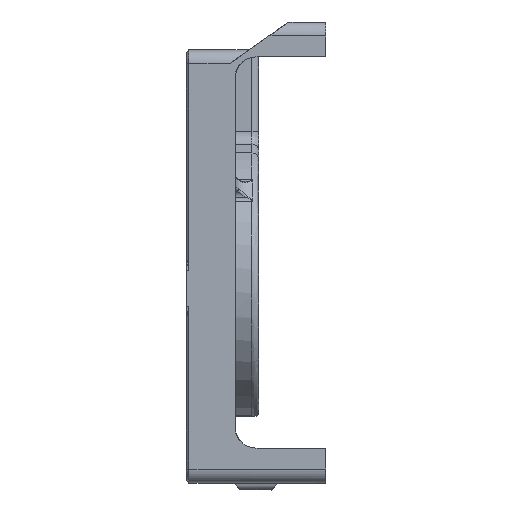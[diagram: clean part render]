
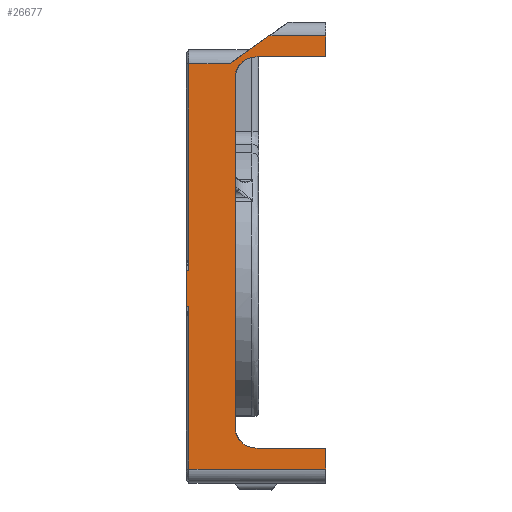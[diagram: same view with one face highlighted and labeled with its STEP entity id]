
A CAD part, left-side view. The second image highlights one B-rep face of the part: STEP entity #26677.
In plain terms, the highlighted planar face has unit normal (-1, 0, 0).
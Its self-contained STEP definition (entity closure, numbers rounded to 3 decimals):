
#444 = VERTEX_POINT ( 'NONE', #26407 ) ;
#1037 = LINE ( 'NONE', #21010, #7055 ) ;
#1956 = ORIENTED_EDGE ( 'NONE', *, *, #3445, .T. ) ;
#2019 = VERTEX_POINT ( 'NONE', #25765 ) ;
#2022 = ORIENTED_EDGE ( 'NONE', *, *, #2784, .F. ) ;
#2505 = EDGE_CURVE ( 'NONE', #9049, #18816, #25241, .T. ) ;
#2784 = EDGE_CURVE ( 'NONE', #2019, #444, #5444, .T. ) ;
#2984 = VERTEX_POINT ( 'NONE', #32438 ) ;
#3445 = EDGE_CURVE ( 'NONE', #18110, #34653, #15660, .T. ) ;
#4105 = EDGE_CURVE ( 'NONE', #6789, #2984, #4118, .T. ) ;
#4118 = LINE ( 'NONE', #29463, #28969 ) ;
#4399 = CARTESIAN_POINT ( 'NONE',  ( 123.9, -29.856, 42.096 ) ) ;
#4426 = VERTEX_POINT ( 'NONE', #20302 ) ;
#4487 = EDGE_CURVE ( 'NONE', #16839, #9049, #6132, .T. ) ;
#4629 = DIRECTION ( 'NONE',  ( 0., 0., -1. ) ) ;
#4754 = DIRECTION ( 'NONE',  ( 0., 0., 1. ) ) ;
#5154 = LINE ( 'NONE', #17112, #15842 ) ;
#5444 = LINE ( 'NONE', #25021, #17631 ) ;
#5758 = LINE ( 'NONE', #17163, #17067 ) ;
#5867 = DIRECTION ( 'NONE',  ( -1., 0., 0. ) ) ;
#5907 = CARTESIAN_POINT ( 'NONE',  ( 123.9, -18.4, 8.545 ) ) ;
#6132 = LINE ( 'NONE', #23273, #10070 ) ;
#6789 = VERTEX_POINT ( 'NONE', #11231 ) ;
#7055 = VECTOR ( 'NONE', #12620, 1000. ) ;
#7074 = CARTESIAN_POINT ( 'NONE',  ( 123.9, -38., -21.904 ) ) ;
#7166 = LINE ( 'NONE', #18918, #35458 ) ;
#7524 = DIRECTION ( 'NONE',  ( 0., 1., 0. ) ) ;
#7646 = EDGE_CURVE ( 'NONE', #444, #21515, #32414, .T. ) ;
#7841 = VERTEX_POINT ( 'NONE', #8443 ) ;
#8443 = CARTESIAN_POINT ( 'NONE',  ( 123.9, -18.4, -19.904 ) ) ;
#8513 = DIRECTION ( 'NONE',  ( 0., 0., 1. ) ) ;
#9031 = DIRECTION ( 'NONE',  ( 0., 0., 1. ) ) ;
#9049 = VERTEX_POINT ( 'NONE', #35674 ) ;
#9948 = DIRECTION ( 'NONE',  ( 0., 0., 1. ) ) ;
#10070 = VECTOR ( 'NONE', #10417, 1000. ) ;
#10262 = EDGE_CURVE ( 'NONE', #31594, #18439, #18342, .T. ) ;
#10417 = DIRECTION ( 'NONE',  ( 0., 0., -1. ) ) ;
#10665 = ORIENTED_EDGE ( 'NONE', *, *, #24506, .T. ) ;
#11231 = CARTESIAN_POINT ( 'NONE',  ( 123.9, -38., 42.096 ) ) ;
#12620 = DIRECTION ( 'NONE',  ( 0., 1., 0. ) ) ;
#13046 = PLANE ( 'NONE',  #32757 ) ;
#13347 = LINE ( 'NONE', #19147, #31009 ) ;
#13862 = CARTESIAN_POINT ( 'NONE',  ( 123.9, -25., -13.904 ) ) ;
#14009 = EDGE_CURVE ( 'NONE', #7841, #18110, #5758, .T. ) ;
#14392 = CARTESIAN_POINT ( 'NONE',  ( 123.9, -24.144, 38.096 ) ) ;
#14818 = CARTESIAN_POINT ( 'NONE',  ( 123.9, -28., -13.904 ) ) ;
#14999 = CARTESIAN_POINT ( 'NONE',  ( 123.9, -38., -19.904 ) ) ;
#15400 = CARTESIAN_POINT ( 'NONE',  ( 123.9, -18.4, -5.404 ) ) ;
#15660 = LINE ( 'NONE', #7074, #21222 ) ;
#15842 = VECTOR ( 'NONE', #8513, 1000. ) ;
#16289 = VECTOR ( 'NONE', #9948, 1000. ) ;
#16409 = VECTOR ( 'NONE', #22449, 1000. ) ;
#16676 = EDGE_CURVE ( 'NONE', #7841, #18816, #5154, .T. ) ;
#16839 = VERTEX_POINT ( 'NONE', #20425 ) ;
#17067 = VECTOR ( 'NONE', #22721, 1000. ) ;
#17112 = CARTESIAN_POINT ( 'NONE',  ( 123.9, -18.4, -5.404 ) ) ;
#17163 = CARTESIAN_POINT ( 'NONE',  ( 123.9, -38., -19.904 ) ) ;
#17344 = VERTEX_POINT ( 'NONE', #14392 ) ;
#17631 = VECTOR ( 'NONE', #28352, 1000. ) ;
#17932 = ORIENTED_EDGE ( 'NONE', *, *, #4487, .T. ) ;
#18110 = VERTEX_POINT ( 'NONE', #14999 ) ;
#18342 = CIRCLE ( 'NONE', #29018, 3. ) ;
#18439 = VERTEX_POINT ( 'NONE', #19984 ) ;
#18606 = VECTOR ( 'NONE', #30323, 1000. ) ;
#18743 = LINE ( 'NONE', #15400, #16289 ) ;
#18816 = VERTEX_POINT ( 'NONE', #30394 ) ;
#18822 = FACE_OUTER_BOUND ( 'NONE', #33846, .T. ) ;
#18918 = CARTESIAN_POINT ( 'NONE',  ( 123.9, -38., -16.904 ) ) ;
#19147 = CARTESIAN_POINT ( 'NONE',  ( 123.9, -38., -21.904 ) ) ;
#19310 = ORIENTED_EDGE ( 'NONE', *, *, #31552, .T. ) ;
#19984 = CARTESIAN_POINT ( 'NONE',  ( 123.9, -28., -16.904 ) ) ;
#20229 = CARTESIAN_POINT ( 'NONE',  ( 123.9, -38., -16.904 ) ) ;
#20302 = CARTESIAN_POINT ( 'NONE',  ( 123.9, -18.4, 38.096 ) ) ;
#20425 = CARTESIAN_POINT ( 'NONE',  ( 123.9, -18., 8.545 ) ) ;
#20655 = DIRECTION ( 'NONE',  ( 0., 0., -1. ) ) ;
#20750 = ORIENTED_EDGE ( 'NONE', *, *, #16676, .F. ) ;
#20812 = ORIENTED_EDGE ( 'NONE', *, *, #20904, .F. ) ;
#20904 = EDGE_CURVE ( 'NONE', #16839, #23532, #24474, .T. ) ;
#21010 = CARTESIAN_POINT ( 'NONE',  ( 123.9, -32.5, 38.096 ) ) ;
#21222 = VECTOR ( 'NONE', #26617, 1000. ) ;
#21515 = VERTEX_POINT ( 'NONE', #34700 ) ;
#21581 = ORIENTED_EDGE ( 'NONE', *, *, #14009, .T. ) ;
#21701 = LINE ( 'NONE', #33072, #29075 ) ;
#22449 = DIRECTION ( 'NONE',  ( 0., -1., 0. ) ) ;
#22721 = DIRECTION ( 'NONE',  ( 0., -1., 0. ) ) ;
#23273 = CARTESIAN_POINT ( 'NONE',  ( 123.9, -18., 8.545 ) ) ;
#23352 = DIRECTION ( 'NONE',  ( -1., 0., 0. ) ) ;
#23496 = DIRECTION ( 'NONE',  ( 0., 1., 0. ) ) ;
#23532 = VERTEX_POINT ( 'NONE', #5907 ) ;
#24072 = AXIS2_PLACEMENT_3D ( 'NONE', #32131, #5867, #9031 ) ;
#24474 = LINE ( 'NONE', #27648, #30507 ) ;
#24506 = EDGE_CURVE ( 'NONE', #17344, #4426, #1037, .T. ) ;
#24744 = DIRECTION ( 'NONE',  ( -1., 0., 0. ) ) ;
#25021 = CARTESIAN_POINT ( 'NONE',  ( 123.9, -38., 39.096 ) ) ;
#25241 = LINE ( 'NONE', #27497, #16409 ) ;
#25455 = ORIENTED_EDGE ( 'NONE', *, *, #30010, .T. ) ;
#25765 = CARTESIAN_POINT ( 'NONE',  ( 123.9, -38., 39.096 ) ) ;
#26407 = CARTESIAN_POINT ( 'NONE',  ( 123.9, -28., 39.096 ) ) ;
#26617 = DIRECTION ( 'NONE',  ( 0., 0., 1. ) ) ;
#26677 = ADVANCED_FACE ( 'NONE', ( #18822 ), #13046, .T. ) ;
#26768 = ORIENTED_EDGE ( 'NONE', *, *, #7646, .F. ) ;
#27497 = CARTESIAN_POINT ( 'NONE',  ( 123.9, 36.966, 3.414 ) ) ;
#27648 = CARTESIAN_POINT ( 'NONE',  ( 123.9, 36.966, 8.545 ) ) ;
#28014 = EDGE_CURVE ( 'NONE', #2984, #17344, #35573, .T. ) ;
#28352 = DIRECTION ( 'NONE',  ( 0., 1., 0. ) ) ;
#28969 = VECTOR ( 'NONE', #23496, 1000. ) ;
#29018 = AXIS2_PLACEMENT_3D ( 'NONE', #14818, #23352, #34759 ) ;
#29075 = VECTOR ( 'NONE', #20655, 1000. ) ;
#29387 = EDGE_CURVE ( 'NONE', #21515, #31594, #21701, .T. ) ;
#29463 = CARTESIAN_POINT ( 'NONE',  ( 123.9, -38., 42.096 ) ) ;
#30010 = EDGE_CURVE ( 'NONE', #2019, #6789, #13347, .T. ) ;
#30323 = DIRECTION ( 'NONE',  ( 0., 0.819, -0.574 ) ) ;
#30394 = CARTESIAN_POINT ( 'NONE',  ( 123.9, -18.4, 3.414 ) ) ;
#30507 = VECTOR ( 'NONE', #35897, 1000. ) ;
#30607 = ORIENTED_EDGE ( 'NONE', *, *, #4105, .T. ) ;
#31009 = VECTOR ( 'NONE', #4754, 1000. ) ;
#31552 = EDGE_CURVE ( 'NONE', #34653, #18439, #7166, .T. ) ;
#31594 = VERTEX_POINT ( 'NONE', #13862 ) ;
#32131 = CARTESIAN_POINT ( 'NONE',  ( 123.9, -28., 36.096 ) ) ;
#32414 = CIRCLE ( 'NONE', #24072, 3. ) ;
#32438 = CARTESIAN_POINT ( 'NONE',  ( 123.9, -29.856, 42.096 ) ) ;
#32587 = CARTESIAN_POINT ( 'NONE',  ( 123.9, -18.4, 26.754 ) ) ;
#32757 = AXIS2_PLACEMENT_3D ( 'NONE', #32587, #24744, #4629 ) ;
#33072 = CARTESIAN_POINT ( 'NONE',  ( 123.9, -25., -5.904 ) ) ;
#33484 = ORIENTED_EDGE ( 'NONE', *, *, #2505, .T. ) ;
#33846 = EDGE_LOOP ( 'NONE', ( #20750, #21581, #1956, #19310, #35381, #34073, #26768, #2022, #25455, #30607, #34717, #10665, #34138, #20812, #17932, #33484 ) ) ;
#34073 = ORIENTED_EDGE ( 'NONE', *, *, #29387, .F. ) ;
#34138 = ORIENTED_EDGE ( 'NONE', *, *, #34792, .F. ) ;
#34653 = VERTEX_POINT ( 'NONE', #20229 ) ;
#34700 = CARTESIAN_POINT ( 'NONE',  ( 123.9, -25., 36.096 ) ) ;
#34717 = ORIENTED_EDGE ( 'NONE', *, *, #28014, .T. ) ;
#34759 = DIRECTION ( 'NONE',  ( 0., 0., 1. ) ) ;
#34792 = EDGE_CURVE ( 'NONE', #23532, #4426, #18743, .T. ) ;
#35381 = ORIENTED_EDGE ( 'NONE', *, *, #10262, .F. ) ;
#35458 = VECTOR ( 'NONE', #7524, 1000. ) ;
#35573 = LINE ( 'NONE', #4399, #18606 ) ;
#35674 = CARTESIAN_POINT ( 'NONE',  ( 123.9, -18., 3.414 ) ) ;
#35897 = DIRECTION ( 'NONE',  ( 0., -1., 0. ) ) ;
